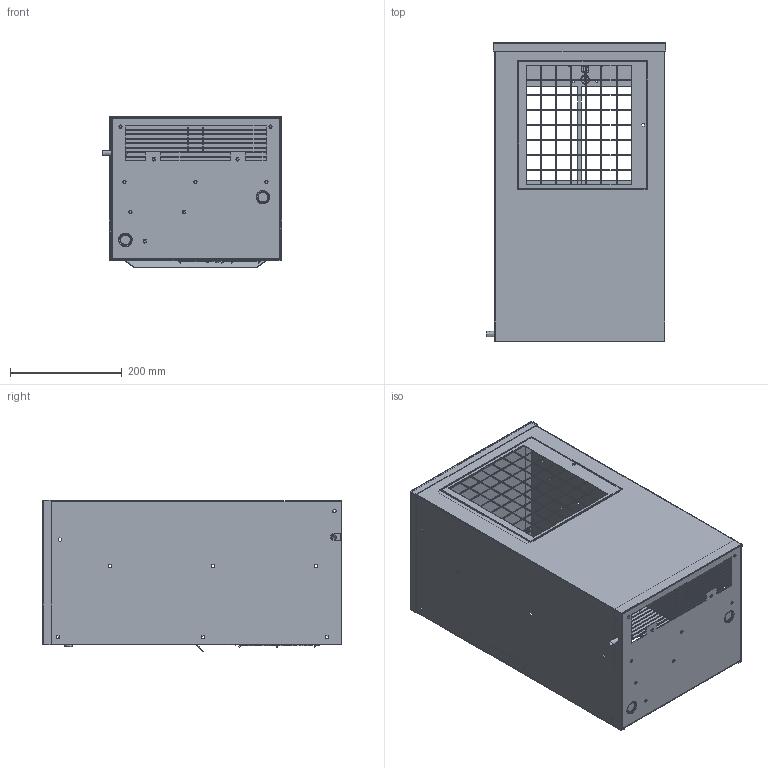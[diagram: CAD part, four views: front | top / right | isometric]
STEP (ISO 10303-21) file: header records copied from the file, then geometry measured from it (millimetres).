
FILE_DESCRIPTION((''),'2;1');
FILE_NAME('STEP-KNA4C3DP21L.stp', '2013-03-21T14:17:30',('User'),('SDRC'),'I-DEAS Master Series','UNIX','Yes');
FILE_SCHEMA(('CONFIG_CONTROL_DESIGN', 'GEOMETRIC_VALIDATION_PROPERTIES_MIM','SHAPE_APPEARANCE_LAYER_MIM'));
Length unit declared in the file: inch
Bounding box: 320.7 x 534.03 x 271.46 mm (x, y, z)
Volume: 859010.8 mm3; surface area: 1588322.5 mm2
Topology: 41 solids, 42 shells, 1657 faces, 4379 edges, 2839 vertices
Faces by surface type: bspline 1657
Entity records: 55875 total; most frequent: CARTESIAN_POINT 25603, ORIENTED_EDGE 8800, EDGE_CURVE 4418, OVER_RIDING_STYLED_ITEM 3369, VERTEX_POINT 2878, QUASI_UNIFORM_CURVE 2674, EDGE_LOOP 2114, FACE_OUTER_BOUND 1657
